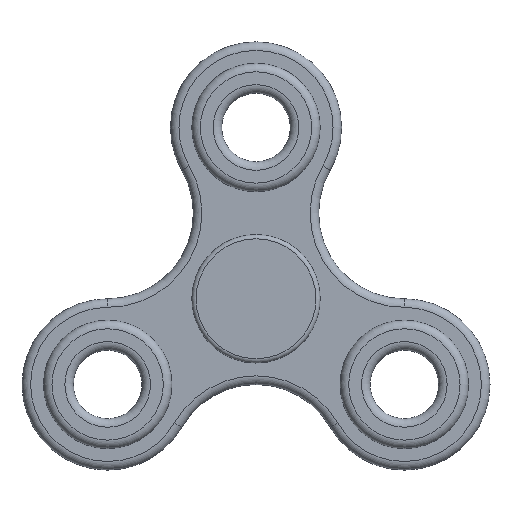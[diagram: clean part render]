
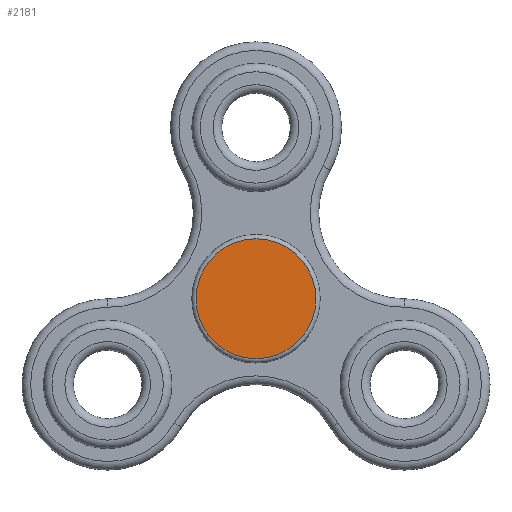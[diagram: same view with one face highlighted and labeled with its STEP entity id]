
A CAD part, top view. The second image highlights one B-rep face of the part: STEP entity #2181.
In plain terms, the highlighted planar face has unit normal (0, 0, 1).
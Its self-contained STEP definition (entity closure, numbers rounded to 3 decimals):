
#2048 = TOROIDAL_SURFACE('',#2049,14.,1.);
#2049 = AXIS2_PLACEMENT_3D('',#2050,#2051,#2052);
#2050 = CARTESIAN_POINT('',(15.,15.,36.));
#2051 = DIRECTION('',(0.,0.,1.));
#2052 = DIRECTION('',(1.,0.,0.));
#2124 = VERTEX_POINT('',#2125);
#2125 = CARTESIAN_POINT('',(29.,15.,37.));
#2147 = EDGE_CURVE('',#2124,#2124,#2148,.T.);
#2148 = SURFACE_CURVE('',#2149,(#2154,#2161),.PCURVE_S1.);
#2149 = CIRCLE('',#2150,14.);
#2150 = AXIS2_PLACEMENT_3D('',#2151,#2152,#2153);
#2151 = CARTESIAN_POINT('',(15.,15.,37.));
#2152 = DIRECTION('',(0.,0.,1.));
#2153 = DIRECTION('',(1.,0.,0.));
#2154 = PCURVE('',#2048,#2155);
#2155 = DEFINITIONAL_REPRESENTATION('',(#2156),#2160);
#2156 = LINE('',#2157,#2158);
#2157 = CARTESIAN_POINT('',(0.,1.571));
#2158 = VECTOR('',#2159,1.);
#2159 = DIRECTION('',(1.,0.));
#2160 = ( GEOMETRIC_REPRESENTATION_CONTEXT(2) 
PARAMETRIC_REPRESENTATION_CONTEXT() REPRESENTATION_CONTEXT('2D SPACE',''
  ) );
#2161 = PCURVE('',#2162,#2167);
#2162 = PLANE('',#2163);
#2163 = AXIS2_PLACEMENT_3D('',#2164,#2165,#2166);
#2164 = CARTESIAN_POINT('',(30.,15.,37.));
#2165 = DIRECTION('',(0.,0.,-1.));
#2166 = DIRECTION('',(-1.,0.,0.));
#2167 = DEFINITIONAL_REPRESENTATION('',(#2168),#2176);
#2168 = ( BOUNDED_CURVE() B_SPLINE_CURVE(2,(#2169,#2170,#2171,#2172,
#2173,#2174,#2175),.UNSPECIFIED.,.T.,.F.) B_SPLINE_CURVE_WITH_KNOTS((1,2
    ,2,2,2,1),(-2.094,0.,2.094,4.189,
6.283,8.378),.UNSPECIFIED.) CURVE() 
GEOMETRIC_REPRESENTATION_ITEM() RATIONAL_B_SPLINE_CURVE((1.,0.5,1.,0.5,
1.,0.5,1.)) REPRESENTATION_ITEM('') );
#2169 = CARTESIAN_POINT('',(1.,0.));
#2170 = CARTESIAN_POINT('',(1.,24.249));
#2171 = CARTESIAN_POINT('',(22.,12.124));
#2172 = CARTESIAN_POINT('',(43.,0.));
#2173 = CARTESIAN_POINT('',(22.,-12.124));
#2174 = CARTESIAN_POINT('',(1.,-24.249));
#2175 = CARTESIAN_POINT('',(1.,0.));
#2176 = ( GEOMETRIC_REPRESENTATION_CONTEXT(2) 
PARAMETRIC_REPRESENTATION_CONTEXT() REPRESENTATION_CONTEXT('2D SPACE',''
  ) );
#2181 = ADVANCED_FACE('',(#2182),#2162,.F.);
#2182 = FACE_BOUND('',#2183,.F.);
#2183 = EDGE_LOOP('',(#2184));
#2184 = ORIENTED_EDGE('',*,*,#2147,.F.);
